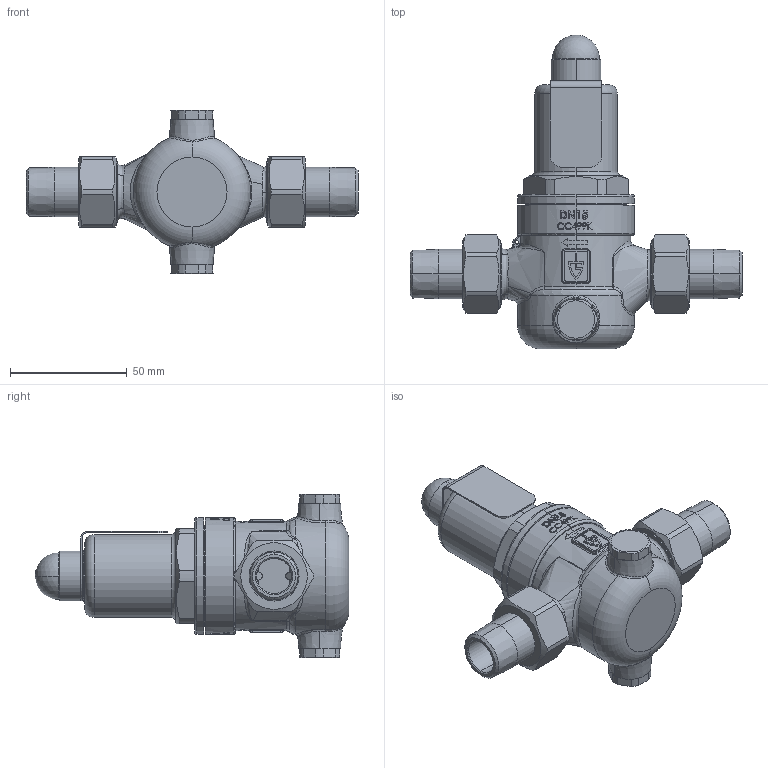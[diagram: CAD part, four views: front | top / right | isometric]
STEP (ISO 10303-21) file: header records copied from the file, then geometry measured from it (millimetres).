
FILE_DESCRIPTION (( 'STEP AP214' ), '1' );
FILE_NAME ('630mGFO-15 Dummy.STEP', '2012-02-23T12:38:52', ( 'Blankenhorn' ), ( '' ), 'SwSTEP 2.0', 'SolidWorks 2011', '' );
FILE_SCHEMA (( 'AUTOMOTIVE_DESIGN' ));
Length unit declared in the file: millimetre
Products named in the file (1): 630mGFO-15 Dummy
Bounding box: 142 x 134.2 x 70 mm (x, y, z)
Volume: 108542.1 mm3; surface area: 69451.6 mm2
Topology: 14 solids, 14 shells, 980 faces, 2512 edges, 1598 vertices
Faces by surface type: plane 353, cylinder 248, bspline 216, cone 97, torus 50, sphere 16
Entity records: 55850 total; most frequent: CARTESIAN_POINT 22808, ORIENTED_EDGE 4994, DIRECTION 4100, EDGE_CURVE 2497, VERTEX_POINT 1595, AXIS2_PLACEMENT_3D 1568, EDGE_LOOP 1062, UNCERTAINTY_MEASURE_WITH_UNIT 996
